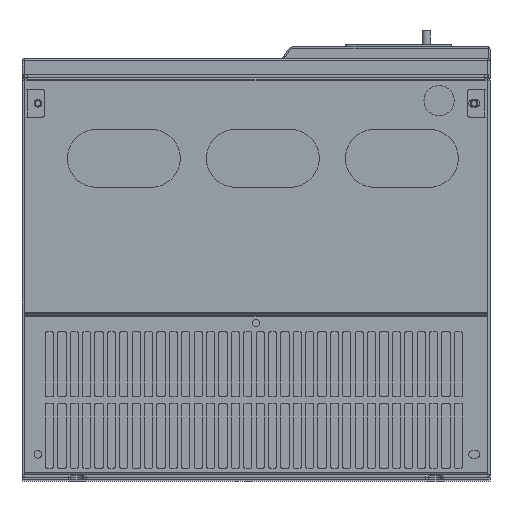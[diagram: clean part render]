
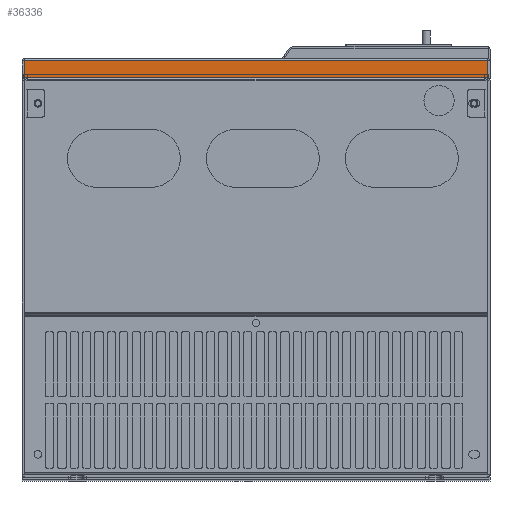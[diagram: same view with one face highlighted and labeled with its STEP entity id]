
A CAD part, top view. The second image highlights one B-rep face of the part: STEP entity #36336.
In plain terms, the highlighted planar face has unit normal (0, 0, 1).
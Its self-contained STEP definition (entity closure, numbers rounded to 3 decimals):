
#1519 = PLANE ( 'NONE',  #24288 ) ;
#1837 = DIRECTION ( 'NONE',  ( 0., -1., 0. ) ) ;
#2117 = EDGE_CURVE ( 'NONE', #31472, #14237, #6136, .T. ) ;
#3484 = VERTEX_POINT ( 'NONE', #10214 ) ;
#6136 = LINE ( 'NONE', #56883, #11573 ) ;
#7716 = CARTESIAN_POINT ( 'NONE',  ( -168.3, 290.1, 290. ) ) ;
#10214 = CARTESIAN_POINT ( 'NONE',  ( 168.3, 290.1, 290. ) ) ;
#11573 = VECTOR ( 'NONE', #31680, 1000. ) ;
#14237 = VERTEX_POINT ( 'NONE', #7716 ) ;
#15737 = ORIENTED_EDGE ( 'NONE', *, *, #27505, .T. ) ;
#20509 = ORIENTED_EDGE ( 'NONE', *, *, #2117, .T. ) ;
#20962 = DIRECTION ( 'NONE',  ( -1., 0., 0. ) ) ;
#23064 = CARTESIAN_POINT ( 'NONE',  ( 168.3, 302.4, 290. ) ) ;
#23104 = DIRECTION ( 'NONE',  ( -1., 0., 0. ) ) ;
#23779 = VERTEX_POINT ( 'NONE', #53360 ) ;
#24288 = AXIS2_PLACEMENT_3D ( 'NONE', #61323, #60359, #1837 ) ;
#27505 = EDGE_CURVE ( 'NONE', #23779, #31472, #47974, .T. ) ;
#30003 = CARTESIAN_POINT ( 'NONE',  ( 168.3, 290.1, 290. ) ) ;
#30744 = VECTOR ( 'NONE', #23104, 1000. ) ;
#31472 = VERTEX_POINT ( 'NONE', #39431 ) ;
#31680 = DIRECTION ( 'NONE',  ( 0., -1., 0. ) ) ;
#32412 = ORIENTED_EDGE ( 'NONE', *, *, #33530, .F. ) ;
#33530 = EDGE_CURVE ( 'NONE', #23779, #3484, #38216, .T. ) ;
#34867 = LINE ( 'NONE', #30003, #35684 ) ;
#35684 = VECTOR ( 'NONE', #20962, 1000. ) ;
#36336 = ADVANCED_FACE ( 'NONE', ( #61637 ), #1519, .F. ) ;
#38006 = EDGE_LOOP ( 'NONE', ( #15737, #20509, #46122, #32412 ) ) ;
#38216 = LINE ( 'NONE', #23064, #61187 ) ;
#39431 = CARTESIAN_POINT ( 'NONE',  ( -168.3, 302.4, 290. ) ) ;
#46122 = ORIENTED_EDGE ( 'NONE', *, *, #49044, .F. ) ;
#47974 = LINE ( 'NONE', #53461, #30744 ) ;
#49044 = EDGE_CURVE ( 'NONE', #3484, #14237, #34867, .T. ) ;
#53360 = CARTESIAN_POINT ( 'NONE',  ( 168.3, 302.4, 290. ) ) ;
#53461 = CARTESIAN_POINT ( 'NONE',  ( 168.3, 302.4, 290. ) ) ;
#56883 = CARTESIAN_POINT ( 'NONE',  ( -168.3, 302.4, 290. ) ) ;
#60359 = DIRECTION ( 'NONE',  ( 0., 0., -1. ) ) ;
#61187 = VECTOR ( 'NONE', #62169, 1000. ) ;
#61323 = CARTESIAN_POINT ( 'NONE',  ( 168.3, 302.4, 290. ) ) ;
#61637 = FACE_OUTER_BOUND ( 'NONE', #38006, .T. ) ;
#62169 = DIRECTION ( 'NONE',  ( 0., -1., 0. ) ) ;
